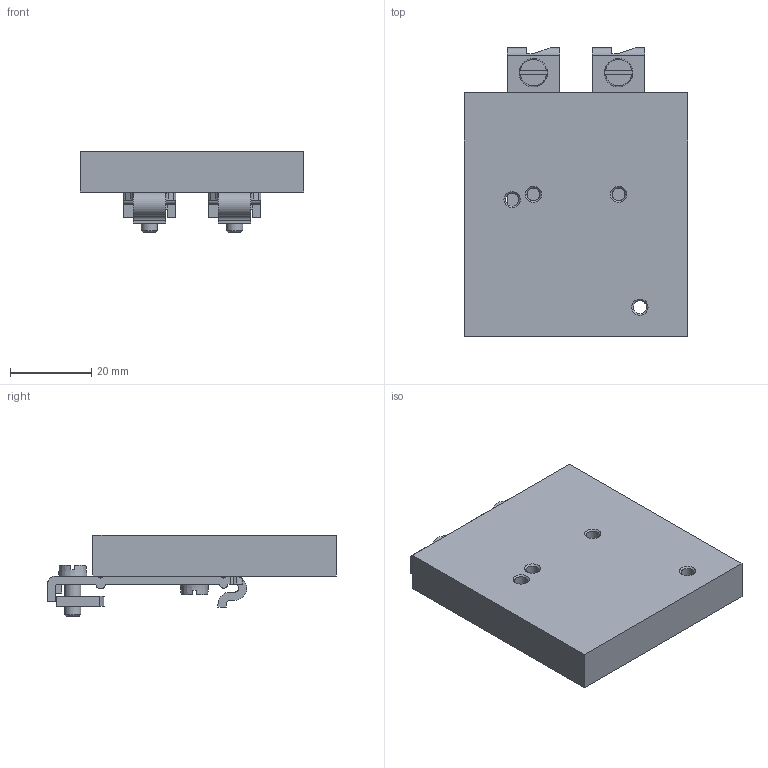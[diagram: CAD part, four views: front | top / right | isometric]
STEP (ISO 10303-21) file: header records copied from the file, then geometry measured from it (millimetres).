
FILE_DESCRIPTION(/* description */ ('STEP AP214'),/* implementation_level */ '2;1');
FILE_NAME(/* name */ '542255_VAME-P1-T',/* time_stamp */ '2024-09-16T07:28:57+02:00',/* author */ ('License CC BY-ND 4.0'),/* organization */ ('CADENAS'),/* preprocessor_version */ 'ST-DEVELOPER v19.3',/* originating_system */ 'PARTsolutions',/* authorisation */ ' ');
FILE_SCHEMA (('AUTOMOTIVE_DESIGN {1 0 10303 214 3 1 1}'));
Length unit declared in the file: millimetre
Products named in the file (1): 542255 VAME-P1-T
Bounding box: 55 x 71.2 x 20 mm (x, y, z)
Volume: 36618.9 mm3; surface area: 12142.8 mm2
Topology: 1 solids, 3 shells, 173 faces, 455 edges, 297 vertices
Faces by surface type: plane 109, cylinder 50, cone 14
Full cylindrical faces by diameter (mm): 3.242 x4, 4 x6, 4.2 x2, 4.4 x2
Entity records: 5184 total; most frequent: CARTESIAN_POINT 942, DIRECTION 880, ORIENTED_EDGE 834, EDGE_CURVE 417, AXIS2_PLACEMENT_3D 309, VERTEX_POINT 287, LINE 262, VECTOR 262
